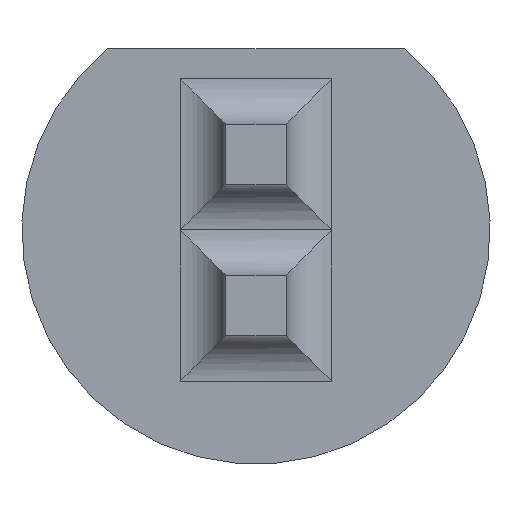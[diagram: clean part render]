
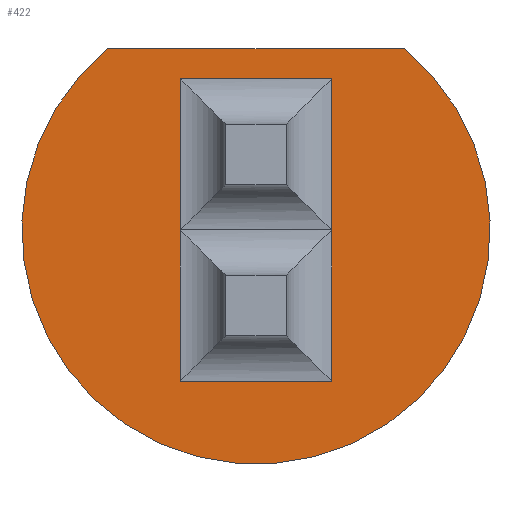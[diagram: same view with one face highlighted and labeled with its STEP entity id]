
A CAD part, front view. The second image highlights one B-rep face of the part: STEP entity #422.
In plain terms, the highlighted planar face has unit normal (0, -1, 0).
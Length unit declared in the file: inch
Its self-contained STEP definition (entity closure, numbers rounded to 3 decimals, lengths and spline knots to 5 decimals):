
#19 = VERTEX_POINT ( 'NONE', #852 ) ;
#24 = DIRECTION ( 'NONE',  ( -1., 0., 0. ) ) ;
#36 = VECTOR ( 'NONE', #1042, 39.37008 ) ;
#48 = CARTESIAN_POINT ( 'NONE',  ( 0.025, -0.035, 0. ) ) ;
#82 = AXIS2_PLACEMENT_3D ( 'NONE', #552, #467, #827 ) ;
#85 = DIRECTION ( 'NONE',  ( 0., 0., -1. ) ) ;
#94 = DIRECTION ( 'NONE',  ( 0., 0., -1. ) ) ;
#118 = LINE ( 'NONE', #1144, #874 ) ;
#128 = CARTESIAN_POINT ( 'NONE',  ( -0.04905, -0.035, 0.06 ) ) ;
#138 = VERTEX_POINT ( 'NONE', #505 ) ;
#142 = EDGE_CURVE ( 'NONE', #337, #730, #829, .T. ) ;
#162 = LINE ( 'NONE', #254, #199 ) ;
#190 = EDGE_CURVE ( 'NONE', #19, #623, #118, .T. ) ;
#199 = VECTOR ( 'NONE', #24, 39.37008 ) ;
#226 = CARTESIAN_POINT ( 'NONE',  ( 0.01, -0.035, 0.05 ) ) ;
#253 = AXIS2_PLACEMENT_3D ( 'NONE', #1133, #503, #418 ) ;
#254 = CARTESIAN_POINT ( 'NONE',  ( -0.01, -0.035, -0.05 ) ) ;
#260 = ORIENTED_EDGE ( 'NONE', *, *, #709, .T. ) ;
#279 = VECTOR ( 'NONE', #85, 39.37008 ) ;
#303 = EDGE_CURVE ( 'NONE', #727, #337, #890, .T. ) ;
#316 = CARTESIAN_POINT ( 'NONE',  ( 0.025, -0.035, -0.05 ) ) ;
#329 = EDGE_CURVE ( 'NONE', #702, #727, #162, .T. ) ;
#337 = VERTEX_POINT ( 'NONE', #724 ) ;
#343 = DIRECTION ( 'NONE',  ( 1., 0., 0. ) ) ;
#398 = CARTESIAN_POINT ( 'NONE',  ( -0.025, -0.035, 0. ) ) ;
#406 = CARTESIAN_POINT ( 'NONE',  ( -0.04905, -0.035, 0.06 ) ) ;
#418 = DIRECTION ( 'NONE',  ( 0., 0., 1. ) ) ;
#422 = ADVANCED_FACE ( 'NONE', ( #729, #700 ), #991, .F. ) ;
#458 = VERTEX_POINT ( 'NONE', #128 ) ;
#467 = DIRECTION ( 'NONE',  ( 0., 1., 0. ) ) ;
#484 = ORIENTED_EDGE ( 'NONE', *, *, #650, .F. ) ;
#499 = DIRECTION ( 'NONE',  ( 1., 0., 0. ) ) ;
#503 = DIRECTION ( 'NONE',  ( 0., 1., 0. ) ) ;
#505 = CARTESIAN_POINT ( 'NONE',  ( 0.04905, -0.035, 0.06 ) ) ;
#525 = DIRECTION ( 'NONE',  ( 0., 0., 1. ) ) ;
#552 = CARTESIAN_POINT ( 'NONE',  ( 0., -0.035, 0. ) ) ;
#577 = EDGE_LOOP ( 'NONE', ( #260, #1110, #683, #894, #773, #943 ) ) ;
#596 = CARTESIAN_POINT ( 'NONE',  ( 0.025, -0.035, -0.035 ) ) ;
#623 = VERTEX_POINT ( 'NONE', #48 ) ;
#631 = LINE ( 'NONE', #226, #1092 ) ;
#643 = CIRCLE ( 'NONE', #253, 0.0775 ) ;
#650 = EDGE_CURVE ( 'NONE', #138, #458, #643, .T. ) ;
#683 = ORIENTED_EDGE ( 'NONE', *, *, #303, .T. ) ;
#700 = FACE_OUTER_BOUND ( 'NONE', #1153, .T. ) ;
#702 = VERTEX_POINT ( 'NONE', #316 ) ;
#706 = LINE ( 'NONE', #596, #279 ) ;
#709 = EDGE_CURVE ( 'NONE', #623, #702, #706, .T. ) ;
#724 = CARTESIAN_POINT ( 'NONE',  ( -0.025, -0.035, 0. ) ) ;
#727 = VERTEX_POINT ( 'NONE', #779 ) ;
#729 = FACE_BOUND ( 'NONE', #577, .T. ) ;
#730 = VERTEX_POINT ( 'NONE', #880 ) ;
#735 = VECTOR ( 'NONE', #499, 39.37008 ) ;
#756 = ORIENTED_EDGE ( 'NONE', *, *, #769, .F. ) ;
#769 = EDGE_CURVE ( 'NONE', #458, #138, #987, .T. ) ;
#773 = ORIENTED_EDGE ( 'NONE', *, *, #796, .T. ) ;
#779 = CARTESIAN_POINT ( 'NONE',  ( -0.025, -0.035, -0.05 ) ) ;
#796 = EDGE_CURVE ( 'NONE', #730, #19, #631, .T. ) ;
#827 = DIRECTION ( 'NONE',  ( 0., 0., 1. ) ) ;
#829 = LINE ( 'NONE', #398, #36 ) ;
#852 = CARTESIAN_POINT ( 'NONE',  ( 0.025, -0.035, 0.05 ) ) ;
#874 = VECTOR ( 'NONE', #94, 39.37008 ) ;
#880 = CARTESIAN_POINT ( 'NONE',  ( -0.025, -0.035, 0.05 ) ) ;
#890 = LINE ( 'NONE', #989, #1149 ) ;
#894 = ORIENTED_EDGE ( 'NONE', *, *, #142, .T. ) ;
#943 = ORIENTED_EDGE ( 'NONE', *, *, #190, .T. ) ;
#987 = LINE ( 'NONE', #406, #735 ) ;
#989 = CARTESIAN_POINT ( 'NONE',  ( -0.025, -0.035, 0. ) ) ;
#991 = PLANE ( 'NONE',  #82 ) ;
#1042 = DIRECTION ( 'NONE',  ( 0., 0., 1. ) ) ;
#1092 = VECTOR ( 'NONE', #343, 39.37008 ) ;
#1110 = ORIENTED_EDGE ( 'NONE', *, *, #329, .T. ) ;
#1133 = CARTESIAN_POINT ( 'NONE',  ( 0., -0.035, 0. ) ) ;
#1144 = CARTESIAN_POINT ( 'NONE',  ( 0.025, -0.035, 0.015 ) ) ;
#1149 = VECTOR ( 'NONE', #525, 39.37008 ) ;
#1153 = EDGE_LOOP ( 'NONE', ( #484, #756 ) ) ;
